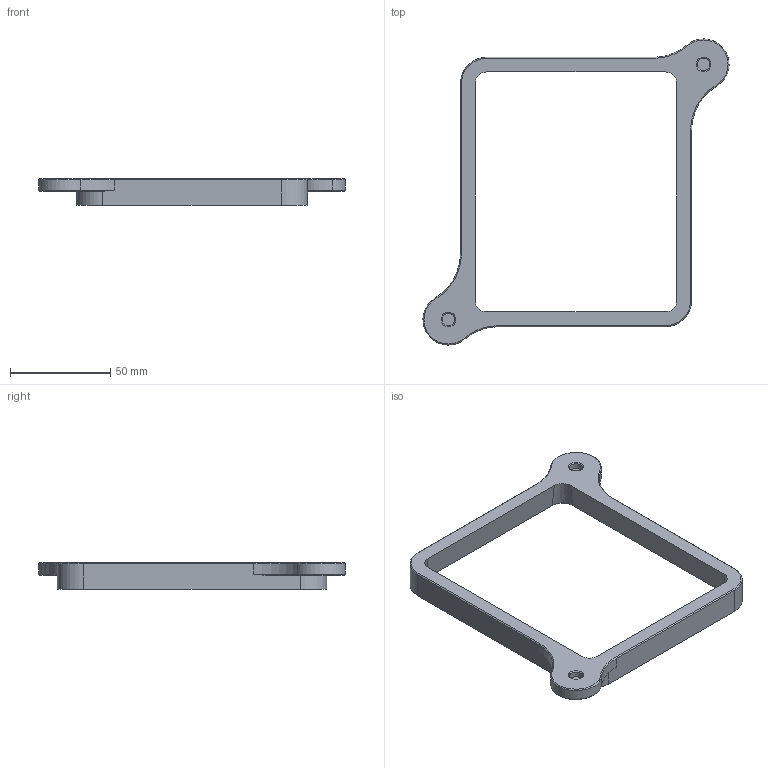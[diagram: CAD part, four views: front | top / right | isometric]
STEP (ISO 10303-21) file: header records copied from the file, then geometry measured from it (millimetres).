
FILE_DESCRIPTION(/* description */ ('N/A'),/* implementation_level */ '2;1');
FILE_NAME(/* name */ 'LASERCUTTING ALIGNER.stp',/* time_stamp */ '2023-05-23T15:05:49-04:00',/* author */ ('talbotj'),/* organization */ (''),/* preprocessor_version */ 'ST-DEVELOPER v18.1',/* originating_system */ 'Autodesk Inventor 2020',/* authorisation */ '');
FILE_SCHEMA (('AUTOMOTIVE_DESIGN { 1 0 10303 214 3 1 1 }'));
Length unit declared in the file: inch
Products named in the file (1): N/A
Bounding box: 152.4 x 152.4 x 13.41 mm (x, y, z)
Volume: 46927.7 mm3; surface area: 20709.6 mm2
Topology: 1 solids, 1 shells, 62 faces, 154 edges, 96 vertices
Faces by surface type: cone 26, plane 22, cylinder 14
Full cylindrical faces by diameter (mm): 1.397 x2, 6.35 x2
Entity records: 1875 total; most frequent: DIRECTION 338, CARTESIAN_POINT 319, ORIENTED_EDGE 304, EDGE_CURVE 152, AXIS2_PLACEMENT_3D 127, VERTEX_POINT 96, LINE 84, VECTOR 84
